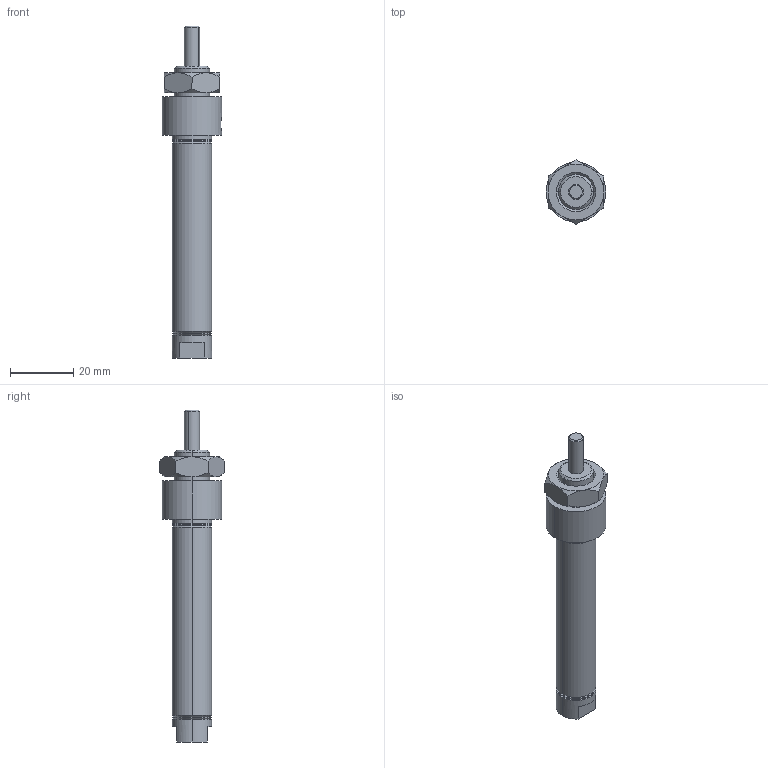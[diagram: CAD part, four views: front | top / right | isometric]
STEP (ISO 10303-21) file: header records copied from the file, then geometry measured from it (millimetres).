
FILE_DESCRIPTION (( 'STEP AP214' ), '1' );
FILE_NAME ('A07015DN.step', '2017-04-04T21:05:21', ( '' ), ( '' ), 'SwSTEP 2.0', 'SolidWorks 2017', '' );
FILE_SCHEMA (( 'AUTOMOTIVE_DESIGN' ));
Length unit declared in the file: inch
Products named in the file (4): A07015DN-Rod; A07015DN_Mounting Nut_D-154; A07015DN-MainBody; A07015DN
Assembly tree (3 placements, depth 2):
  A07015DN
    A07015DN-MainBody
    A07015DN_Mounting Nut_D-154
    A07015DN-Rod
Bounding box: 18.8 x 20.24 x 104.65 mm (x, y, z)
Volume: 10560.8 mm3; surface area: 9709.4 mm2
Topology: 3 solids, 3 shells, 92 faces, 199 edges, 118 vertices
Faces by surface type: cylinder 32, cone 32, plane 28
Entity records: 2951 total; most frequent: CARTESIAN_POINT 781, DIRECTION 451, ORIENTED_EDGE 390, EDGE_CURVE 195, AXIS2_PLACEMENT_3D 190, VERTEX_POINT 118, EDGE_LOOP 105, FACE_OUTER_BOUND 92
